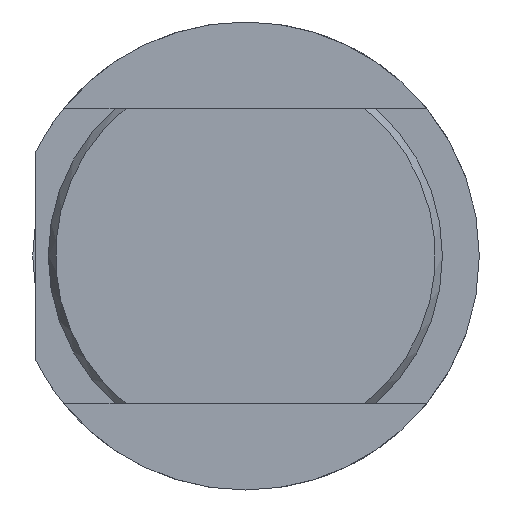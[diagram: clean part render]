
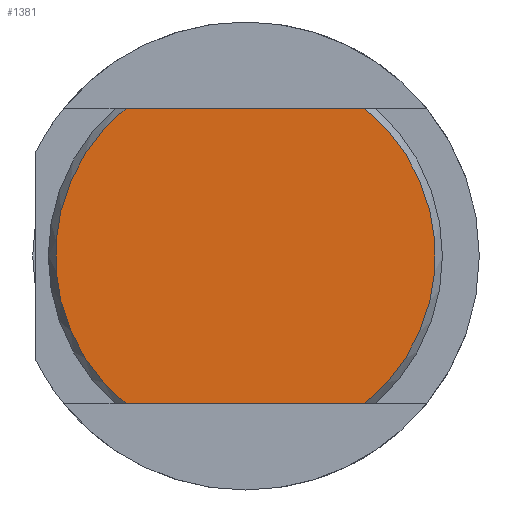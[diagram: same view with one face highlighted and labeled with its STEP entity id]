
A CAD part, left-side view. The second image highlights one B-rep face of the part: STEP entity #1381.
In plain terms, the highlighted planar face has unit normal (-1, 0, 0).
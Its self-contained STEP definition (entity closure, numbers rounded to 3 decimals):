
#160 = CARTESIAN_POINT ( 'NONE',  ( 0., 4.844, 6. ) ) ;
#162 = CARTESIAN_POINT ( 'NONE',  ( 0., 4.844, -6. ) ) ;
#167 = CARTESIAN_POINT ( 'NONE',  ( 0., -4.844, -6. ) ) ;
#168 = CARTESIAN_POINT ( 'NONE',  ( 0., -4.844, 6. ) ) ;
#364 = CARTESIAN_POINT ( 'NONE',  ( 0., 0., 0. ) ) ;
#366 = DIRECTION ( 'NONE',  ( -1., 0., 0. ) ) ;
#367 = DIRECTION ( 'NONE',  ( 0., 0., -1. ) ) ;
#379 = CARTESIAN_POINT ( 'NONE',  ( 0., 7.365, 6. ) ) ;
#385 = CARTESIAN_POINT ( 'NONE',  ( 0., 0., 0. ) ) ;
#386 = DIRECTION ( 'NONE',  ( 0., -1., 0. ) ) ;
#387 = DIRECTION ( 'NONE',  ( -1., 0., 0. ) ) ;
#388 = DIRECTION ( 'NONE',  ( 0., 0., -1. ) ) ;
#389 = CARTESIAN_POINT ( 'NONE',  ( 0., 7.365, -6. ) ) ;
#390 = DIRECTION ( 'NONE',  ( 0., 1., 0. ) ) ;
#1089 = AXIS2_PLACEMENT_3D ( 'NONE', #3230, #3233, #3234 ) ;
#1190 = AXIS2_PLACEMENT_3D ( 'NONE', #364, #366, #367 ) ;
#1195 = AXIS2_PLACEMENT_3D ( 'NONE', #385, #387, #388 ) ;
#1311 = CIRCLE ( 'NONE', #1195, 7.711 ) ;
#1314 = LINE ( 'NONE', #389, #1535 ) ;
#1360 = LINE ( 'NONE', #379, #1468 ) ;
#1381 = ADVANCED_FACE ( 'NONE', ( #1672 ), #3231, .F. ) ;
#1468 = VECTOR ( 'NONE', #386, 1000. ) ;
#1471 = CIRCLE ( 'NONE', #1190, 7.711 ) ;
#1535 = VECTOR ( 'NONE', #390, 1000. ) ;
#1672 = FACE_OUTER_BOUND ( 'NONE', #2329, .T. ) ;
#1827 = ORIENTED_EDGE ( 'NONE', *, *, #3641, .F. ) ;
#1828 = ORIENTED_EDGE ( 'NONE', *, *, #3633, .T. ) ;
#1829 = ORIENTED_EDGE ( 'NONE', *, *, #3639, .F. ) ;
#1830 = ORIENTED_EDGE ( 'NONE', *, *, #3640, .T. ) ;
#2329 = EDGE_LOOP ( 'NONE', ( #1830, #1829, #1828, #1827 ) ) ;
#2604 = VERTEX_POINT ( 'NONE', #160 ) ;
#2606 = VERTEX_POINT ( 'NONE', #162 ) ;
#2611 = VERTEX_POINT ( 'NONE', #167 ) ;
#2612 = VERTEX_POINT ( 'NONE', #168 ) ;
#3230 = CARTESIAN_POINT ( 'NONE',  ( 0., 0., 0. ) ) ;
#3231 = PLANE ( 'NONE',  #1089 ) ;
#3233 = DIRECTION ( 'NONE',  ( 1., 0., 0. ) ) ;
#3234 = DIRECTION ( 'NONE',  ( 0., 0., -1. ) ) ;
#3633 = EDGE_CURVE ( 'NONE', #2604, #2606, #1471, .T. ) ;
#3639 = EDGE_CURVE ( 'NONE', #2604, #2612, #1360, .T. ) ;
#3640 = EDGE_CURVE ( 'NONE', #2611, #2612, #1311, .T. ) ;
#3641 = EDGE_CURVE ( 'NONE', #2611, #2606, #1314, .T. ) ;
